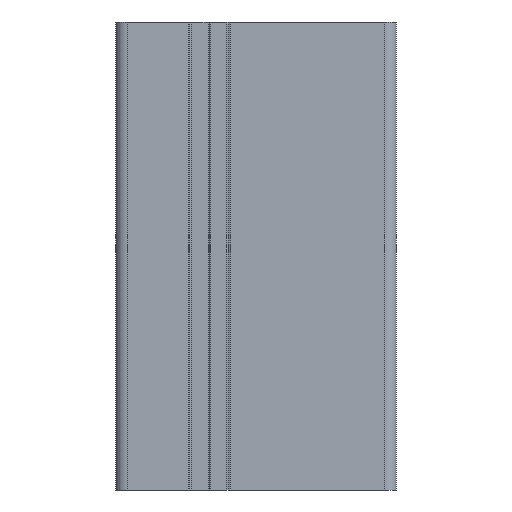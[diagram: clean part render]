
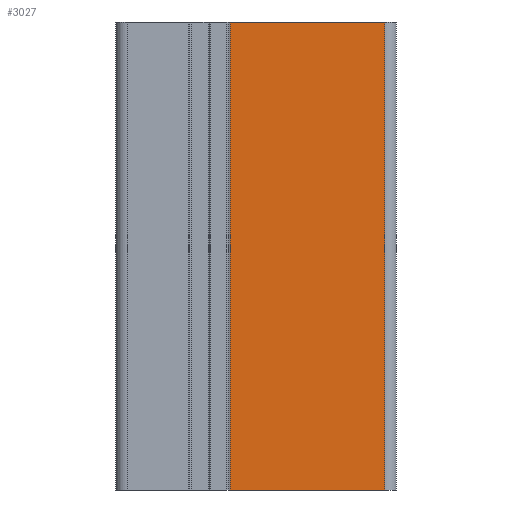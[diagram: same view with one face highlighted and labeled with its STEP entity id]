
A CAD part, left-side view. The second image highlights one B-rep face of the part: STEP entity #3027.
In plain terms, the highlighted planar face has unit normal (-1, 0, 0).
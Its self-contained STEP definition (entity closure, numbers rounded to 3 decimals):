
#275=FACE_OUTER_BOUND('',#429,.T.);
#429=EDGE_LOOP('',(#2243,#2244,#2245,#2246));
#677=LINE('',#4716,#1013);
#678=LINE('',#4719,#1014);
#679=LINE('',#4721,#1015);
#680=LINE('',#4722,#1016);
#1013=VECTOR('',#3815,100.);
#1014=VECTOR('',#3818,33.05);
#1015=VECTOR('',#3819,33.05);
#1016=VECTOR('',#3820,100.);
#1335=VERTEX_POINT('',#4712);
#1336=VERTEX_POINT('',#4714);
#1337=VERTEX_POINT('',#4718);
#1338=VERTEX_POINT('',#4720);
#1713=EDGE_CURVE('',#1335,#1336,#677,.T.);
#1714=EDGE_CURVE('',#1335,#1337,#678,.T.);
#1715=EDGE_CURVE('',#1338,#1336,#679,.T.);
#1716=EDGE_CURVE('',#1337,#1338,#680,.T.);
#2243=ORIENTED_EDGE('',*,*,#1714,.F.);
#2244=ORIENTED_EDGE('',*,*,#1713,.T.);
#2245=ORIENTED_EDGE('',*,*,#1715,.F.);
#2246=ORIENTED_EDGE('',*,*,#1716,.F.);
#2903=PLANE('',#3243);
#3027=ADVANCED_FACE('',(#275),#2903,.T.);
#3243=AXIS2_PLACEMENT_3D('',#4717,#3816,#3817);
#3815=DIRECTION('',(0.,0.,1.));
#3816=DIRECTION('center_axis',(-1.,0.,0.));
#3817=DIRECTION('ref_axis',(0.,-1.,0.));
#3818=DIRECTION('',(0.,1.,0.));
#3819=DIRECTION('',(0.,-1.,0.));
#3820=DIRECTION('',(0.,0.,1.));
#4712=CARTESIAN_POINT('',(-30.,-27.5,0.));
#4714=CARTESIAN_POINT('',(-30.,-27.5,100.));
#4716=CARTESIAN_POINT('',(-30.,-27.5,0.));
#4717=CARTESIAN_POINT('Origin',(-30.,5.55,0.));
#4718=CARTESIAN_POINT('',(-30.,5.55,0.));
#4719=CARTESIAN_POINT('',(-30.,-27.5,0.));
#4720=CARTESIAN_POINT('',(-30.,5.55,100.));
#4721=CARTESIAN_POINT('',(-30.,-27.5,100.));
#4722=CARTESIAN_POINT('',(-30.,5.55,0.));
